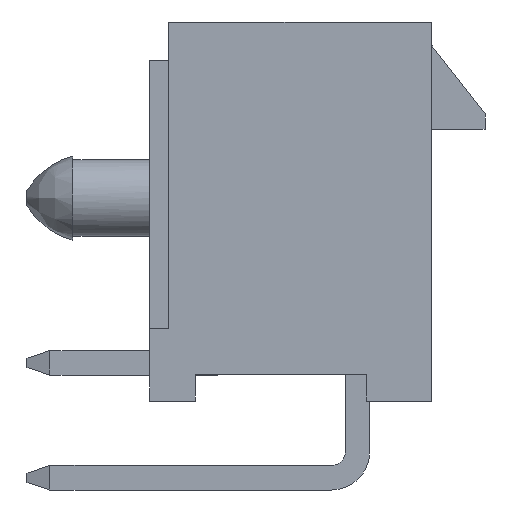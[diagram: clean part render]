
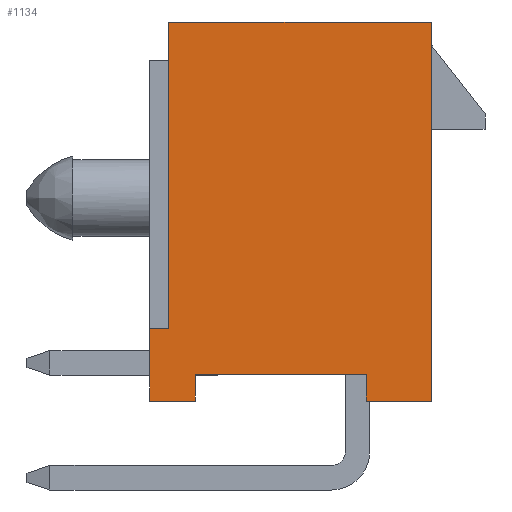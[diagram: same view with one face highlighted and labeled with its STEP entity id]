
A CAD part, left-side view. The second image highlights one B-rep face of the part: STEP entity #1134.
In plain terms, the highlighted planar face has unit normal (-1, 0, 0).
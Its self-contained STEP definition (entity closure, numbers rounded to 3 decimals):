
#1134 = ADVANCED_FACE( '', ( #2219 ), #2220, .T. );
#2219 = FACE_OUTER_BOUND( '', #3317, .T. );
#2220 = PLANE( '', #3318 );
#3317 = EDGE_LOOP( '', ( #6459, #6460, #6461, #6462, #6463, #6464, #6465, #6466, #6467, #6468 ) );
#3318 = AXIS2_PLACEMENT_3D( '', #6469, #6470, #6471 );
#6459 = ORIENTED_EDGE( '', *, *, #7446, .F. );
#6460 = ORIENTED_EDGE( '', *, *, #8034, .T. );
#6461 = ORIENTED_EDGE( '', *, *, #7815, .T. );
#6462 = ORIENTED_EDGE( '', *, *, #7208, .T. );
#6463 = ORIENTED_EDGE( '', *, *, #7024, .T. );
#6464 = ORIENTED_EDGE( '', *, *, #7363, .T. );
#6465 = ORIENTED_EDGE( '', *, *, #7064, .T. );
#6466 = ORIENTED_EDGE( '', *, *, #7979, .F. );
#6467 = ORIENTED_EDGE( '', *, *, #8035, .T. );
#6468 = ORIENTED_EDGE( '', *, *, #7757, .T. );
#6469 = CARTESIAN_POINT( '', ( -10.85, 0., 0. ) );
#6470 = DIRECTION( '', ( -1., 0., 0. ) );
#6471 = DIRECTION( '', ( 0., 0., 1. ) );
#7024 = EDGE_CURVE( '', #8595, #8593, #8596, .T. );
#7064 = EDGE_CURVE( '', #8667, #8665, #8668, .T. );
#7208 = EDGE_CURVE( '', #8901, #8595, #8902, .T. );
#7363 = EDGE_CURVE( '', #8593, #8667, #9138, .T. );
#7446 = EDGE_CURVE( '', #9266, #9255, #9268, .T. );
#7757 = EDGE_CURVE( '', #9708, #9255, #9709, .T. );
#7815 = EDGE_CURVE( '', #9775, #8901, #9779, .T. );
#7979 = EDGE_CURVE( '', #9964, #8665, #9966, .T. );
#8034 = EDGE_CURVE( '', #9266, #9775, #10025, .T. );
#8035 = EDGE_CURVE( '', #9964, #9708, #10026, .T. );
#8593 = VERTEX_POINT( '', #10807 );
#8595 = VERTEX_POINT( '', #10810 );
#8596 = LINE( '', #10811, #10812 );
#8665 = VERTEX_POINT( '', #10914 );
#8667 = VERTEX_POINT( '', #10917 );
#8668 = LINE( '', #10918, #10919 );
#8901 = VERTEX_POINT( '', #11259 );
#8902 = LINE( '', #11260, #11261 );
#9138 = LINE( '', #11621, #11622 );
#9255 = VERTEX_POINT( '', #11798 );
#9266 = VERTEX_POINT( '', #11814 );
#9268 = LINE( '', #11817, #11818 );
#9708 = VERTEX_POINT( '', #12477 );
#9709 = LINE( '', #12478, #12479 );
#9775 = VERTEX_POINT( '', #12576 );
#9779 = LINE( '', #12582, #12583 );
#9964 = VERTEX_POINT( '', #12853 );
#9966 = LINE( '', #12856, #12857 );
#10025 = LINE( '', #12937, #12938 );
#10026 = LINE( '', #12939, #12940 );
#10807 = CARTESIAN_POINT( '', ( -10.85, -3.43, 4.95 ) );
#10810 = CARTESIAN_POINT( '', ( -10.85, -3.43, -4.95 ) );
#10811 = CARTESIAN_POINT( '', ( -10.85, -3.43, -4.95 ) );
#10812 = VECTOR( '', #13271, 1000. );
#10914 = CARTESIAN_POINT( '', ( -10.85, 3.43, -3.05 ) );
#10917 = CARTESIAN_POINT( '', ( -10.85, 3.43, 4.95 ) );
#10918 = CARTESIAN_POINT( '', ( -10.85, 3.43, 4.95 ) );
#10919 = VECTOR( '', #13312, 1000. );
#11259 = CARTESIAN_POINT( '', ( -10.85, -1.73, -4.95 ) );
#11260 = CARTESIAN_POINT( '', ( -10.85, 3.43, -4.95 ) );
#11261 = VECTOR( '', #13465, 1000. );
#11621 = CARTESIAN_POINT( '', ( -10.85, -3.43, 4.95 ) );
#11622 = VECTOR( '', #13590, 1000. );
#11798 = CARTESIAN_POINT( '', ( -10.85, 2.73, -4.95 ) );
#11814 = CARTESIAN_POINT( '', ( -10.85, 2.73, -4.25 ) );
#11817 = CARTESIAN_POINT( '', ( -10.85, 2.73, -3.95 ) );
#11818 = VECTOR( '', #13665, 1000. );
#12477 = CARTESIAN_POINT( '', ( -10.85, 3.93, -4.95 ) );
#12478 = CARTESIAN_POINT( '', ( -10.85, 3.43, -4.95 ) );
#12479 = VECTOR( '', #13927, 1000. );
#12576 = CARTESIAN_POINT( '', ( -10.85, -1.73, -4.25 ) );
#12582 = CARTESIAN_POINT( '', ( -10.85, -1.73, -3.95 ) );
#12583 = VECTOR( '', #13967, 1000. );
#12853 = CARTESIAN_POINT( '', ( -10.85, 3.93, -3.05 ) );
#12856 = CARTESIAN_POINT( '', ( -10.85, 3.93, -3.05 ) );
#12857 = VECTOR( '', #14081, 1000. );
#12937 = CARTESIAN_POINT( '', ( -10.85, 2.73, -4.25 ) );
#12938 = VECTOR( '', #14103, 1000. );
#12939 = CARTESIAN_POINT( '', ( -10.85, 3.93, -3.05 ) );
#12940 = VECTOR( '', #14104, 1000. );
#13271 = DIRECTION( '', ( 0., 0., 1. ) );
#13312 = DIRECTION( '', ( 0., 0., -1. ) );
#13465 = DIRECTION( '', ( 0., -1., 0. ) );
#13590 = DIRECTION( '', ( 0., 1., 0. ) );
#13665 = DIRECTION( '', ( 0., 0., -1. ) );
#13927 = DIRECTION( '', ( 0., -1., 0. ) );
#13967 = DIRECTION( '', ( 0., 0., -1. ) );
#14081 = DIRECTION( '', ( 0., -1., 0. ) );
#14103 = DIRECTION( '', ( 0., -1., 0. ) );
#14104 = DIRECTION( '', ( 0., 0., -1. ) );
